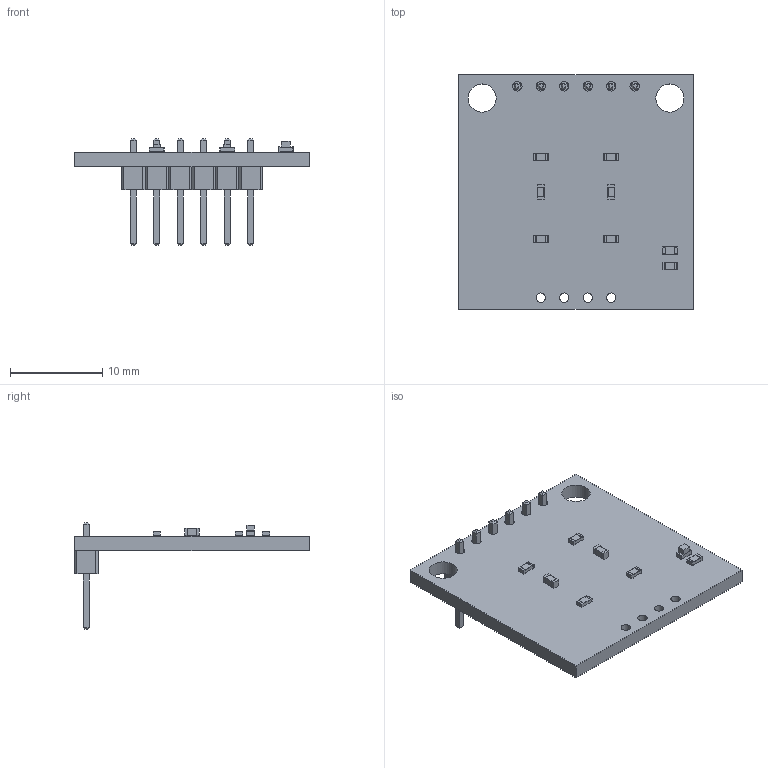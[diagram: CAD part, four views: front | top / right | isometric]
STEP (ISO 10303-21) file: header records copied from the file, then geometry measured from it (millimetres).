
FILE_DESCRIPTION(('KiCad electronic assembly'),'2;1');
FILE_NAME('Environmental_Sensor_Breakout_BME680.step', '2023-03-10T15:15:08',('Pcbnew'),('Kicad'), 'Open CASCADE STEP processor 7.5','KiCad to STEP converter','Unknown' );
FILE_SCHEMA(('AUTOMOTIVE_DESIGN { 1 0 10303 214 1 1 1 1 }'));
Length unit declared in the file: millimetre
Products named in the file (10): Environmental_Sensor_Breakout_BME680 1; LED_0603_1608Metric; SOLID; R_0603_1608Metric; PinHeader_1x06_P2.54mm_Vertical; C_0603_1608Metric; PCB
Assembly tree (14 placements, depth 3):
  Environmental_Sensor_Breakout_BME680 1
    LED_0603_1608Metric
      SOLID
    R_0603_1608Metric  x5
      SOLID
    PinHeader_1x06_P2.54mm_Vertical
      SOLID
    C_0603_1608Metric  x2
      SOLID
    PCB
Bounding box: 25.4 x 25.4 x 11.54 mm (x, y, z)
Volume: 1107.2 mm3; surface area: 1834.1 mm2
Topology: 10 solids, 10 shells, 402 faces, 1019 edges, 654 vertices
Faces by surface type: plane 318, cylinder 84
Full cylindrical faces by diameter (mm): 1.016 x10, 3.048 x2
Entity records: 18856 total; most frequent: CARTESIAN_POINT 3052, DIRECTION 2623, LINE 1865, VECTOR 1865, ORIENTED_EDGE 1350, PCURVE 1350, DEFINITIONAL_REPRESENTATION 1350, EDGE_CURVE 675
